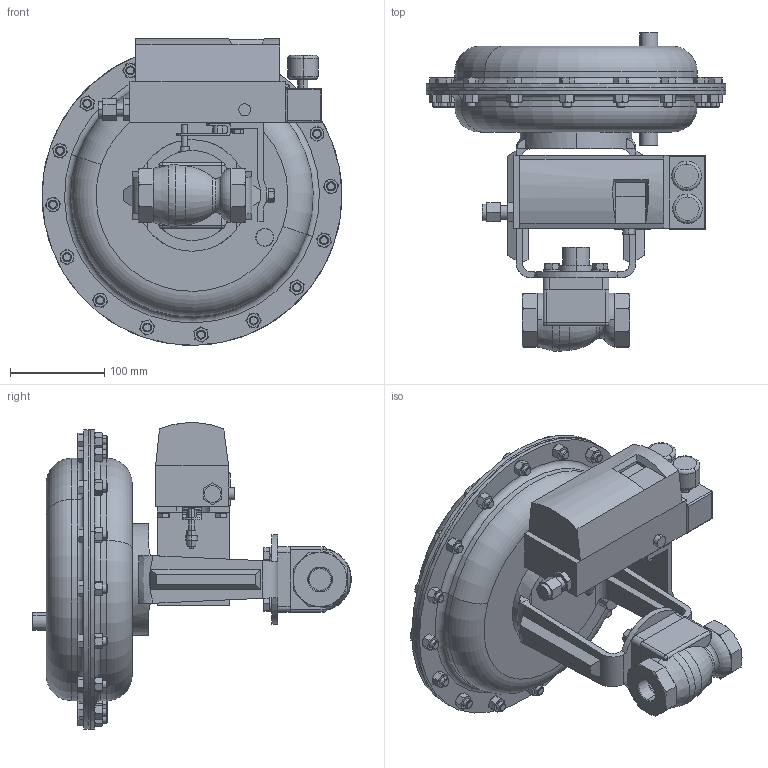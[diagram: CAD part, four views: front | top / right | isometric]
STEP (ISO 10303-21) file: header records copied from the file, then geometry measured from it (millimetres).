
FILE_DESCRIPTION (( 'STEP AP203' ), '1' );
FILE_NAME ('78SP-075-BR+CS+S6-PT-55M-16IQ.step', '2017-09-25T17:08:35', ( '' ), ( '' ), 'SwSTEP 2.0', 'SolidWorks 2014', '' );
FILE_SCHEMA (( 'CONFIG_CONTROL_DESIGN' ));
Length unit declared in the file: inch
Products named in the file (1): 78SP-075-BR+CS+S6-PT-55M-16IQ
Bounding box: 317.42 x 337.73 x 324.8 mm (x, y, z)
Volume: 6524848.5 mm3; surface area: 600176.3 mm2
Topology: 2 solids, 2 shells, 1221 faces, 2789 edges, 1714 vertices
Faces by surface type: plane 551, cone 405, cylinder 224, torus 31, sphere 6, bspline 4
Entity records: 38973 total; most frequent: CARTESIAN_POINT 12368, ORIENTED_EDGE 5562, DIRECTION 5313, EDGE_CURVE 2781, AXIS2_PLACEMENT_3D 2128, VERTEX_POINT 1714, EDGE_LOOP 1387, FACE_OUTER_BOUND 1221
